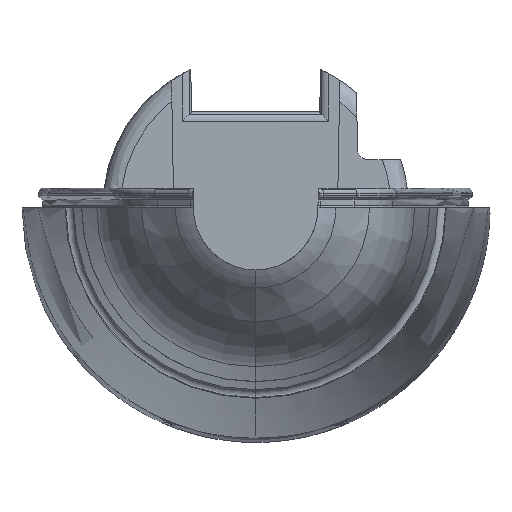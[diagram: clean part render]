
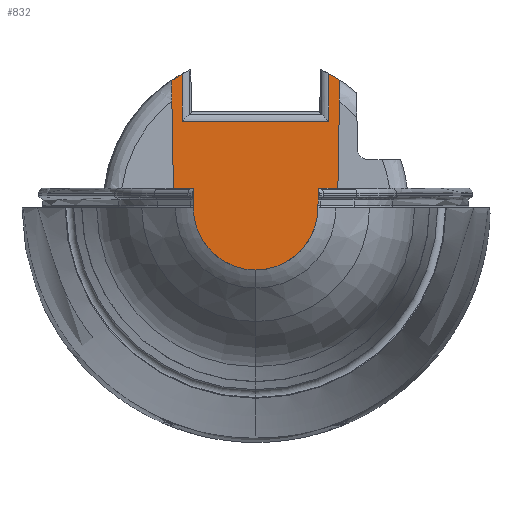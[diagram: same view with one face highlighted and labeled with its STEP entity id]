
A CAD part, front view. The second image highlights one B-rep face of the part: STEP entity #832.
In plain terms, the highlighted planar face has unit normal (0, -1, 0.018).
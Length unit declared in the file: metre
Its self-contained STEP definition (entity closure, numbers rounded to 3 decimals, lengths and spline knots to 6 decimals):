
#832=ADVANCED_FACE('31:7720',(#1714),#1715,.T.);
#1714=FACE_OUTER_BOUND('',#4828,.T.);
#1715=PLANE('',#4829);
#4828=EDGE_LOOP('',(#7506,#7507,#7508,#7509,#7510,#7511,#7512,#7513));
#4829=AXIS2_PLACEMENT_3D('',#7514,#7515,#7516);
#7506=ORIENTED_EDGE('',*,*,#8217,.F.);
#7507=ORIENTED_EDGE('',*,*,#8167,.F.);
#7508=ORIENTED_EDGE('',*,*,#8407,.T.);
#7509=ORIENTED_EDGE('',*,*,#8524,.T.);
#7510=ORIENTED_EDGE('',*,*,#8379,.F.);
#7511=ORIENTED_EDGE('',*,*,#8575,.F.);
#7512=ORIENTED_EDGE('',*,*,#8022,.F.);
#7513=ORIENTED_EDGE('',*,*,#8427,.T.);
#7514=CARTESIAN_POINT('',(0.142478,0.0185,0.001));
#7515=DIRECTION('',(0.0,-1.,0.017));
#7516=DIRECTION('',(0.0,-0.017,-1.));
#8022=EDGE_CURVE('',#9169,#9171,#9172,.T.);
#8167=EDGE_CURVE('',#9426,#9427,#9428,.T.);
#8217=EDGE_CURVE('',#9427,#9517,#9518,.F.);
#8379=EDGE_CURVE('',#9780,#9781,#9782,.F.);
#8407=EDGE_CURVE('',#9426,#9825,#9826,.T.);
#8427=EDGE_CURVE('',#9169,#9517,#9852,.T.);
#8524=EDGE_CURVE('',#9825,#9781,#9998,.F.);
#8575=EDGE_CURVE('',#9171,#9780,#10073,.T.);
#9169=VERTEX_POINT('',#10876);
#9171=VERTEX_POINT('',#10878);
#9172=LINE('',#10879,#10880);
#9426=VERTEX_POINT('',#11551);
#9427=VERTEX_POINT('',#11552);
#9428=LINE('',#11553,#11554);
#9517=VERTEX_POINT('',#11871);
#9518=ELLIPSE('',#11872,0.007851,0.00785);
#9780=VERTEX_POINT('',#12410);
#9781=VERTEX_POINT('',#12411);
#9782=ELLIPSE('',#12412,0.007851,0.00785);
#9825=VERTEX_POINT('',#12529);
#9826=ELLIPSE('',#12530,0.004206,0.004205);
#9852=LINE('',#12582,#12583);
#9998=LINE('',#13160,#13161);
#10073=LINE('',#13405,#13406);
#10876=CARTESIAN_POINT('',(-0.003758,0.01856,0.004445));
#10878=CARTESIAN_POINT('',(0.003758,0.01856,0.004445));
#10879=CARTESIAN_POINT('',(0.069614,0.01856,0.004445));
#10880=VECTOR('',#15126,1.0);
#11551=CARTESIAN_POINT('',(-0.004205,0.01848,-0.000118));
#11552=CARTESIAN_POINT('',(-0.004321,0.018597,0.006554));
#11553=CARTESIAN_POINT('',(-0.004213,0.018489,0.00038));
#11554=VECTOR('',#15357,1.);
#11871=CARTESIAN_POINT('',(-0.003758,0.018603,0.006892));
#11872=AXIS2_PLACEMENT_3D('',#15425,#15426,#15427);
#12410=CARTESIAN_POINT('',(0.003758,0.018603,0.006892));
#12411=CARTESIAN_POINT('',(0.004321,0.018597,0.006554));
#12412=AXIS2_PLACEMENT_3D('',#15668,#15669,#15670);
#12529=CARTESIAN_POINT('',(0.004205,0.01848,-0.000118));
#12530=AXIS2_PLACEMENT_3D('',#15697,#15698,#15699);
#12582=CARTESIAN_POINT('',(-0.003758,0.018535,0.003012));
#12583=VECTOR('',#15726,1.0);
#13160=CARTESIAN_POINT('',(0.004257,0.018533,0.002865));
#13161=VECTOR('',#15821,1.);
#13405=CARTESIAN_POINT('',(0.003758,0.018535,0.003012));
#13406=VECTOR('',#15884,1.0);
#15126=DIRECTION('',(1.0,0.0,0.0));
#15357=DIRECTION('',(-0.017,0.017,1.));
#15425=CARTESIAN_POINT('',(0.0,0.018483,0.0));
#15426=DIRECTION('',(0.0,-1.,0.017));
#15427=DIRECTION('',(0.0,0.017,1.));
#15668=CARTESIAN_POINT('',(0.0,0.018483,0.0));
#15669=DIRECTION('',(0.0,-1.,0.017));
#15670=DIRECTION('',(0.0,0.017,1.));
#15697=CARTESIAN_POINT('',(0.,0.018482,-0.000045));
#15698=DIRECTION('',(0.,-1.,0.017));
#15699=DIRECTION('',(0.,-0.017,-1.));
#15726=DIRECTION('',(0.,0.017,1.));
#15821=DIRECTION('',(-0.017,-0.017,-1.));
#15884=DIRECTION('',(0.,0.017,1.));
